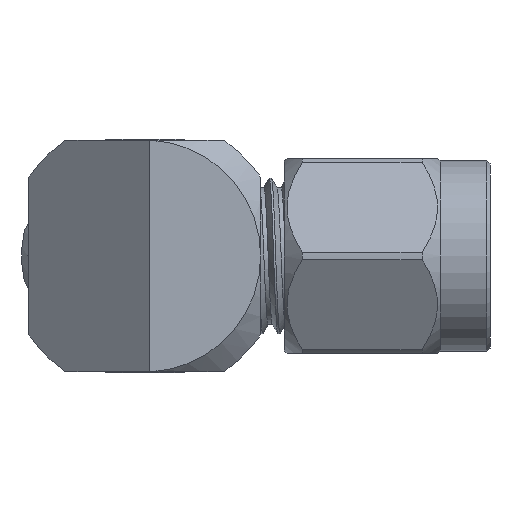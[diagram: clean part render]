
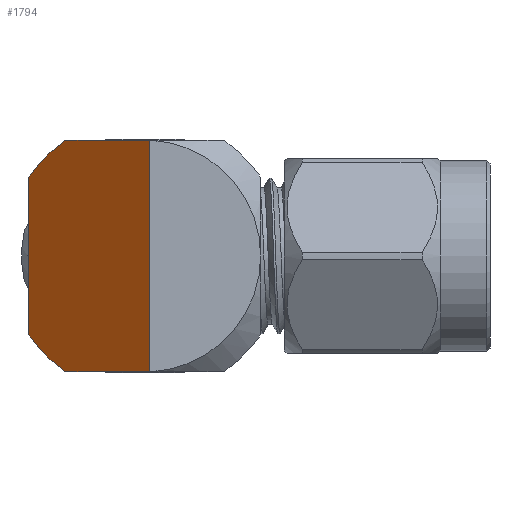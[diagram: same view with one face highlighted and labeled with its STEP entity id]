
A CAD part, left-side view. The second image highlights one B-rep face of the part: STEP entity #1794.
In plain terms, the highlighted planar face has unit normal (-0.766, 0.643, 0).
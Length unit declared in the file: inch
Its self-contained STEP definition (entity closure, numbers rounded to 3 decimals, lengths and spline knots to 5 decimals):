
#45 = CARTESIAN_POINT ( 'NONE',  ( -0.1598, -0.00782, 0.186 ) ) ;
#119 = EDGE_LOOP ( 'NONE', ( #2198, #2208, #3258, #3461, #1920, #2732, #2005, #2172 ) ) ;
#120 = FACE_OUTER_BOUND ( 'NONE', #119, .T. ) ;
#180 = CARTESIAN_POINT ( 'NONE',  ( -0.01055, 0.17006, 0.15003 ) ) ;
#300 =( BOUNDED_CURVE ( )  B_SPLINE_CURVE ( 3, ( #1650, #2226, #3187, #45 ),
 .UNSPECIFIED., .F., .T. ) 
 B_SPLINE_CURVE_WITH_KNOTS ( ( 4, 4 ),
 ( 3.90095, 3.90184 ),
 .UNSPECIFIED. ) 
 CURVE ( )  GEOMETRIC_REPRESENTATION_ITEM ( )  RATIONAL_B_SPLINE_CURVE ( ( 1., 1., 1., 1. ) ) 
 REPRESENTATION_ITEM ( '' )  );
#334 = DIRECTION ( 'NONE',  ( -0.643, -0.766, 0. ) ) ;
#373 = EDGE_CURVE ( 'NONE', #950, #2691, #2940, .T. ) ;
#408 = DIRECTION ( 'NONE',  ( -0.643, -0.766, 0. ) ) ;
#431 = CARTESIAN_POINT ( 'NONE',  ( 0.02041, 0.20695, 0.736 ) ) ;
#519 = CARTESIAN_POINT ( 'NONE',  ( -0.08993, 0.07546, 0.186 ) ) ;
#535 = CARTESIAN_POINT ( 'NONE',  ( 0.00283, 0.186, 0.186 ) ) ;
#845 = DIRECTION ( 'NONE',  ( -0.643, -0.766, 0. ) ) ;
#884 = CARTESIAN_POINT ( 'NONE',  ( -0.16, -0.00805, 0.18583 ) ) ;
#921 = CARTESIAN_POINT ( 'NONE',  ( -0.04701, 0.12661, 0.186 ) ) ;
#950 = VERTEX_POINT ( 'NONE', #3755 ) ;
#1059 = VERTEX_POINT ( 'NONE', #921 ) ;
#1106 = CARTESIAN_POINT ( 'NONE',  ( 0.00283, 0.186, 0.12661 ) ) ;
#1162 = VECTOR ( 'NONE', #3033, 39.37008 ) ;
#1269 = CARTESIAN_POINT ( 'NONE',  ( -0.08993, 0.07546, -0.186 ) ) ;
#1271 = EDGE_CURVE ( 'NONE', #2691, #3749, #300, .T. ) ;
#1297 = CARTESIAN_POINT ( 'NONE',  ( -0.16, -0.00805, 0.186 ) ) ;
#1394 = VECTOR ( 'NONE', #845, 39.37008 ) ;
#1397 = CARTESIAN_POINT ( 'NONE',  ( -0.02736, 0.15003, -0.17006 ) ) ;
#1535 = DIRECTION ( 'NONE',  ( 0., 0., 1. ) ) ;
#1563 = EDGE_CURVE ( 'NONE', #3493, #1059, #2092, .T. ) ;
#1576 = EDGE_CURVE ( 'NONE', #3164, #950, #2802, .T. ) ;
#1585 = CARTESIAN_POINT ( 'NONE',  ( -0.1598, -0.00782, 0.186 ) ) ;
#1625 = EDGE_CURVE ( 'NONE', #3493, #4090, #2745, .T. ) ;
#1650 = CARTESIAN_POINT ( 'NONE',  ( -0.16, -0.00805, 0.18583 ) ) ;
#1706 = CARTESIAN_POINT ( 'NONE',  ( 0.00283, 0.186, 0.12661 ) ) ;
#1717 = EDGE_CURVE ( 'NONE', #3617, #3164, #2541, .T. ) ;
#1720 =( BOUNDED_CURVE ( )  B_SPLINE_CURVE ( 3, ( #3050, #1397, #2673, #3943 ),
 .UNSPECIFIED., .F., .T. ) 
 B_SPLINE_CURVE_WITH_KNOTS ( ( 4, 4 ),
 ( 2.16843, 2.54395 ),
 .UNSPECIFIED. ) 
 CURVE ( )  GEOMETRIC_REPRESENTATION_ITEM ( )  RATIONAL_B_SPLINE_CURVE ( ( 1., 0.988, 0.988, 1. ) ) 
 REPRESENTATION_ITEM ( '' )  );
#1794 = ADVANCED_FACE ( 'NONE', ( #120 ), #1974, .T. ) ;
#1920 = ORIENTED_EDGE ( 'NONE', *, *, #1563, .F. ) ;
#1974 = PLANE ( 'NONE',  #2238 ) ;
#2005 = ORIENTED_EDGE ( 'NONE', *, *, #2134, .F. ) ;
#2053 = CARTESIAN_POINT ( 'NONE',  ( -0.02736, 0.15003, 0.17006 ) ) ;
#2090 = CARTESIAN_POINT ( 'NONE',  ( -0.15987, -0.0079, -0.18594 ) ) ;
#2092 =( BOUNDED_CURVE ( )  B_SPLINE_CURVE ( 3, ( #1706, #180, #2053, #3357 ),
 .UNSPECIFIED., .F., .F. ) 
 B_SPLINE_CURVE_WITH_KNOTS ( ( 4, 4 ),
 ( 3.73923, 4.11475 ),
 .UNSPECIFIED. ) 
 CURVE ( )  GEOMETRIC_REPRESENTATION_ITEM ( )  RATIONAL_B_SPLINE_CURVE ( ( 1., 0.988, 0.988, 1. ) ) 
 REPRESENTATION_ITEM ( '' )  );
#2134 = EDGE_CURVE ( 'NONE', #3617, #4090, #1720, .T. ) ;
#2172 = ORIENTED_EDGE ( 'NONE', *, *, #1717, .T. ) ;
#2198 = ORIENTED_EDGE ( 'NONE', *, *, #1576, .T. ) ;
#2208 = ORIENTED_EDGE ( 'NONE', *, *, #373, .T. ) ;
#2217 = CARTESIAN_POINT ( 'NONE',  ( -0.1598, -0.00782, -0.186 ) ) ;
#2226 = CARTESIAN_POINT ( 'NONE',  ( -0.15993, -0.00798, 0.18588 ) ) ;
#2238 = AXIS2_PLACEMENT_3D ( 'NONE', #431, #2278, #408 ) ;
#2278 = DIRECTION ( 'NONE',  ( -0.766, 0.643, 0. ) ) ;
#2409 = CARTESIAN_POINT ( 'NONE',  ( -0.15993, -0.00798, -0.18588 ) ) ;
#2511 = LINE ( 'NONE', #519, #1394 ) ;
#2541 = LINE ( 'NONE', #1269, #2767 ) ;
#2548 = VECTOR ( 'NONE', #1535, 39.37008 ) ;
#2673 = CARTESIAN_POINT ( 'NONE',  ( -0.01055, 0.17006, -0.15003 ) ) ;
#2691 = VERTEX_POINT ( 'NONE', #884 ) ;
#2716 = CARTESIAN_POINT ( 'NONE',  ( -0.1598, -0.00782, -0.186 ) ) ;
#2732 = ORIENTED_EDGE ( 'NONE', *, *, #1625, .T. ) ;
#2745 = LINE ( 'NONE', #535, #1162 ) ;
#2767 = VECTOR ( 'NONE', #334, 39.37008 ) ;
#2771 = CARTESIAN_POINT ( 'NONE',  ( -0.04701, 0.12661, -0.186 ) ) ;
#2802 =( BOUNDED_CURVE ( )  B_SPLINE_CURVE ( 3, ( #2716, #2090, #2409, #2969 ),
 .UNSPECIFIED., .F., .F. ) 
 B_SPLINE_CURVE_WITH_KNOTS ( ( 4, 4 ),
 ( 2.38134, 2.38223 ),
 .UNSPECIFIED. ) 
 CURVE ( )  GEOMETRIC_REPRESENTATION_ITEM ( )  RATIONAL_B_SPLINE_CURVE ( ( 1., 1., 1., 1. ) ) 
 REPRESENTATION_ITEM ( '' )  );
#2940 = LINE ( 'NONE', #1297, #2548 ) ;
#2969 = CARTESIAN_POINT ( 'NONE',  ( -0.16, -0.00805, -0.18583 ) ) ;
#3033 = DIRECTION ( 'NONE',  ( 0., 0., -1. ) ) ;
#3050 = CARTESIAN_POINT ( 'NONE',  ( -0.04701, 0.12661, -0.186 ) ) ;
#3053 = EDGE_CURVE ( 'NONE', #1059, #3749, #2511, .T. ) ;
#3058 = CARTESIAN_POINT ( 'NONE',  ( 0.00283, 0.186, -0.12661 ) ) ;
#3164 = VERTEX_POINT ( 'NONE', #2217 ) ;
#3187 = CARTESIAN_POINT ( 'NONE',  ( -0.15987, -0.0079, 0.18594 ) ) ;
#3258 = ORIENTED_EDGE ( 'NONE', *, *, #1271, .T. ) ;
#3357 = CARTESIAN_POINT ( 'NONE',  ( -0.04701, 0.12661, 0.186 ) ) ;
#3461 = ORIENTED_EDGE ( 'NONE', *, *, #3053, .F. ) ;
#3493 = VERTEX_POINT ( 'NONE', #1106 ) ;
#3617 = VERTEX_POINT ( 'NONE', #2771 ) ;
#3749 = VERTEX_POINT ( 'NONE', #1585 ) ;
#3755 = CARTESIAN_POINT ( 'NONE',  ( -0.16, -0.00805, -0.18583 ) ) ;
#3943 = CARTESIAN_POINT ( 'NONE',  ( 0.00283, 0.186, -0.12661 ) ) ;
#4090 = VERTEX_POINT ( 'NONE', #3058 ) ;
